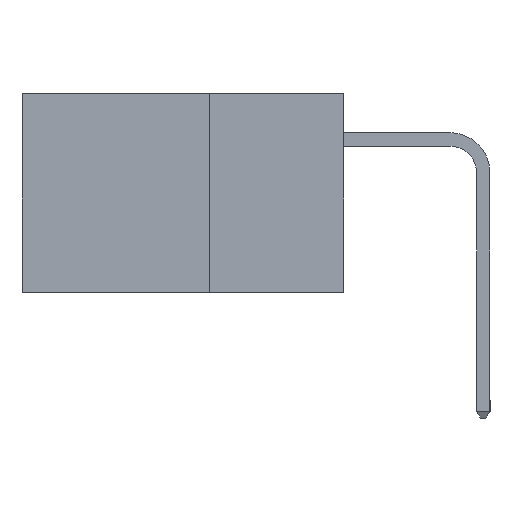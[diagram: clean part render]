
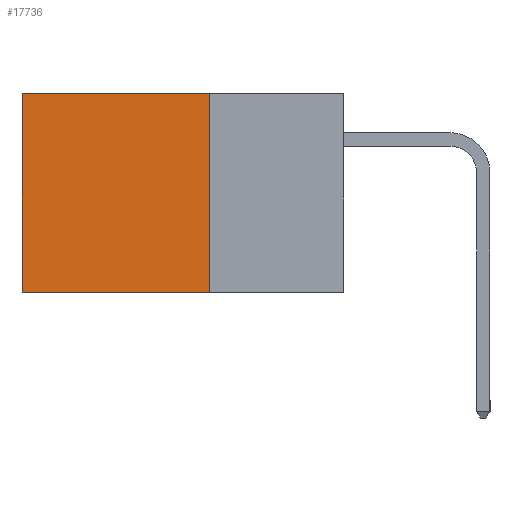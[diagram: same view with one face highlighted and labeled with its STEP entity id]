
A CAD part, left-side view. The second image highlights one B-rep face of the part: STEP entity #17736.
In plain terms, the highlighted planar face has unit normal (-1, 0, 0).
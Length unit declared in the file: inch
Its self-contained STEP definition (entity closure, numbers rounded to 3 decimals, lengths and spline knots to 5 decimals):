
#606 = DIRECTION ( 'NONE',  ( 0., 1., 0. ) ) ;
#733 = DIRECTION ( 'NONE',  ( 0., 0., -1. ) ) ;
#841 = EDGE_CURVE ( 'NONE', #2245, #12027, #14317, .T. ) ;
#1221 = CARTESIAN_POINT ( 'NONE',  ( 0.2615, 0.6, 0. ) ) ;
#1397 = LINE ( 'NONE', #6429, #16430 ) ;
#2245 = VERTEX_POINT ( 'NONE', #8954 ) ;
#2295 = CARTESIAN_POINT ( 'NONE',  ( 0.2615, 0.25, -0.37 ) ) ;
#2801 = ORIENTED_EDGE ( 'NONE', *, *, #8172, .F. ) ;
#3148 = VECTOR ( 'NONE', #14442, 39.37008 ) ;
#3469 = PLANE ( 'NONE',  #10018 ) ;
#3539 = CARTESIAN_POINT ( 'NONE',  ( 0.2615, 0.25, -0.37 ) ) ;
#4329 = ORIENTED_EDGE ( 'NONE', *, *, #15081, .T. ) ;
#5461 = VECTOR ( 'NONE', #606, 39.37008 ) ;
#6232 = EDGE_CURVE ( 'NONE', #2245, #15282, #1397, .T. ) ;
#6429 = CARTESIAN_POINT ( 'NONE',  ( 0.2615, 0.25, 0. ) ) ;
#6455 = DIRECTION ( 'NONE',  ( 0., 0., -1. ) ) ;
#7385 = ORIENTED_EDGE ( 'NONE', *, *, #6232, .T. ) ;
#7852 = VECTOR ( 'NONE', #733, 39.37008 ) ;
#7931 = DIRECTION ( 'NONE',  ( 0., 1., 0. ) ) ;
#8094 = CARTESIAN_POINT ( 'NONE',  ( 0.2615, 0.6, -0.37 ) ) ;
#8172 = EDGE_CURVE ( 'NONE', #12027, #8376, #17434, .T. ) ;
#8319 = LINE ( 'NONE', #8094, #7852 ) ;
#8376 = VERTEX_POINT ( 'NONE', #9859 ) ;
#8954 = CARTESIAN_POINT ( 'NONE',  ( 0.2615, 0.25, 0. ) ) ;
#9859 = CARTESIAN_POINT ( 'NONE',  ( 0.2615, 0.6, -0.37 ) ) ;
#10018 = AXIS2_PLACEMENT_3D ( 'NONE', #13740, #15169, #6455 ) ;
#10330 = EDGE_LOOP ( 'NONE', ( #4329, #2801, #17694, #7385 ) ) ;
#12027 = VERTEX_POINT ( 'NONE', #2295 ) ;
#12830 = FACE_OUTER_BOUND ( 'NONE', #10330, .T. ) ;
#13740 = CARTESIAN_POINT ( 'NONE',  ( 0.2615, 0.25, -0.37 ) ) ;
#14317 = LINE ( 'NONE', #17297, #3148 ) ;
#14442 = DIRECTION ( 'NONE',  ( 0., 0., -1. ) ) ;
#15081 = EDGE_CURVE ( 'NONE', #15282, #8376, #8319, .T. ) ;
#15169 = DIRECTION ( 'NONE',  ( 1., 0., 0. ) ) ;
#15282 = VERTEX_POINT ( 'NONE', #1221 ) ;
#16430 = VECTOR ( 'NONE', #7931, 39.37008 ) ;
#17297 = CARTESIAN_POINT ( 'NONE',  ( 0.2615, 0.25, -0.37 ) ) ;
#17434 = LINE ( 'NONE', #3539, #5461 ) ;
#17694 = ORIENTED_EDGE ( 'NONE', *, *, #841, .F. ) ;
#17736 = ADVANCED_FACE ( 'NONE', ( #12830 ), #3469, .F. ) ;
